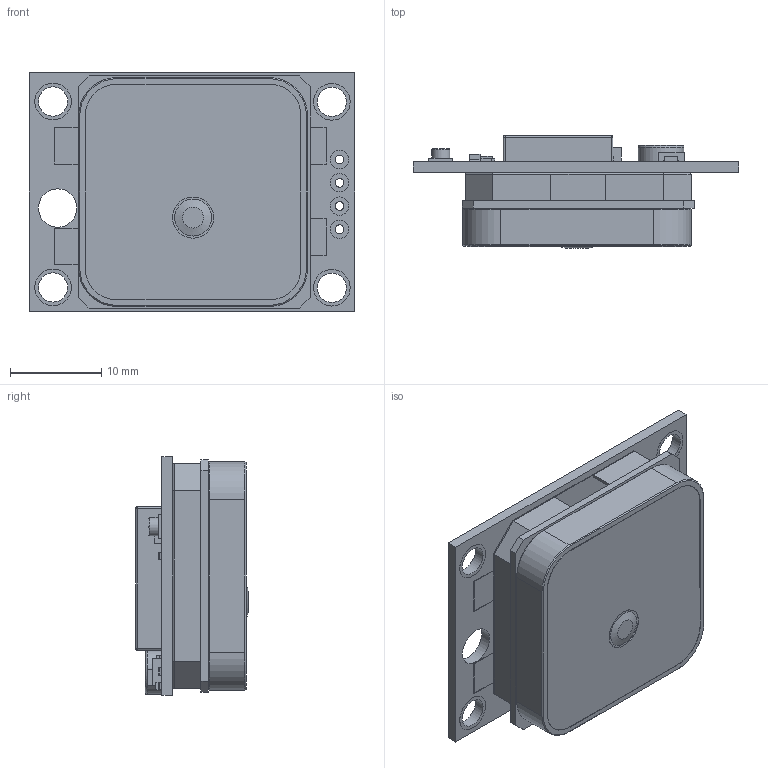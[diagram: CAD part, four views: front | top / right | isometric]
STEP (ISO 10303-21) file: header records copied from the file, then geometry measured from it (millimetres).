
FILE_DESCRIPTION(/* description */ (''),/* implementation_level */ '2;1');
FILE_NAME(/* name */ 'GY-NEO6MV2-withAnt v2.step',/* time_stamp */ '2023-10-18T12:22:25+03:00',/* author */ (''),/* organization */ (''),/* preprocessor_version */ 'ST-DEVELOPER v20',/* originating_system */ 'Autodesk Translation Framework v12.14.0.127',/* authorisation */ '');
FILE_SCHEMA (('AUTOMOTIVE_DESIGN { 1 0 10303 214 3 1 1 }'));
Length unit declared in the file: millimetre
Products named in the file (10): GY-NEO6MV2-withAnt; GPS_ublox_board; Component6; A_GPS_ant v2; GPS_board; Component7; GPS_ant; Component8; GPS_back; Component9
Assembly tree (9 placements, depth 4):
  GY-NEO6MV2-withAnt
    GPS_ublox_board
      Component6
    A_GPS_ant v2
      GPS_board
        Component7
      GPS_ant
        Component8
      GPS_back
        Component9
Bounding box: 35.6 x 12.33 x 26.08 mm (x, y, z)
Volume: 4927.3 mm3; surface area: 6897.9 mm2
Topology: 4 solids, 4 shells, 263 faces, 611 edges, 392 vertices
Faces by surface type: plane 173, cylinder 74, cone 9, sphere 4, torus 2, bspline 1
Full cylindrical faces by diameter (mm): 0.5 x1, 0.96 x4, 1.7 x1, 2 x9, 3.2 x4, 4 x8, 4.2 x1, 4.5 x1, 5 x1
Entity records: 7978 total; most frequent: DIRECTION 1330, CARTESIAN_POINT 1308, ORIENTED_EDGE 1214, EDGE_CURVE 607, LINE 448, VECTOR 448, AXIS2_PLACEMENT_3D 441, VERTEX_POINT 392
